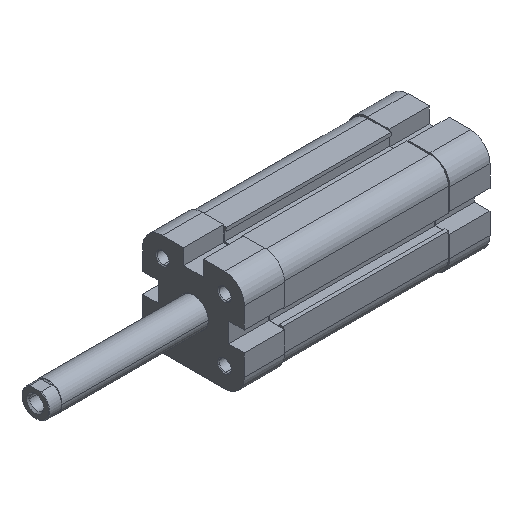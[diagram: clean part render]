
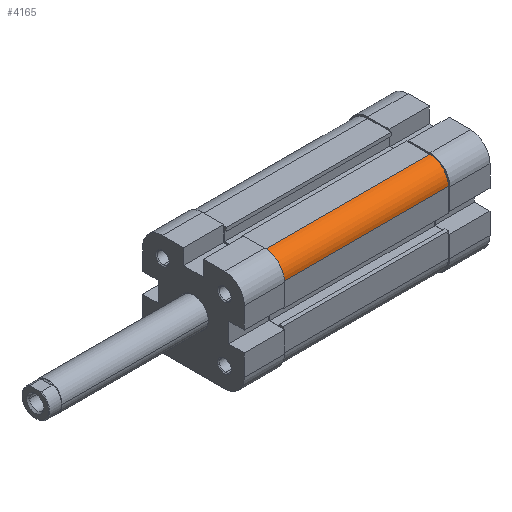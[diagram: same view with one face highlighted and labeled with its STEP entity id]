
A CAD part, isometric view. The second image highlights one B-rep face of the part: STEP entity #4165.
In plain terms, the highlighted cylindrical face has radius 6.5 mm (diameter 13 mm), a partial arc.
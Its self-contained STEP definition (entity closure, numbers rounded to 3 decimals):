
#374 = EDGE_CURVE ( 'NONE', #3003, #3039, #4882, .T. ) ;
#458 = EDGE_CURVE ( 'NONE', #2940, #3039, #5029, .T. ) ;
#459 = EDGE_CURVE ( 'NONE', #2967, #2940, #5016, .T. ) ;
#462 = EDGE_CURVE ( 'NONE', #2967, #3003, #5035, .T. ) ;
#667 = AXIS2_PLACEMENT_3D ( 'NONE', #5605, #5607, #5608 ) ;
#668 = AXIS2_PLACEMENT_3D ( 'NONE', #5602, #5615, #5616 ) ;
#857 = AXIS2_PLACEMENT_3D ( 'NONE', #2022, #2011, #2014 ) ;
#1096 = ORIENTED_EDGE ( 'NONE', *, *, #374, .T. ) ;
#1097 = ORIENTED_EDGE ( 'NONE', *, *, #462, .T. ) ;
#1098 = ORIENTED_EDGE ( 'NONE', *, *, #459, .F. ) ;
#1099 = ORIENTED_EDGE ( 'NONE', *, *, #458, .F. ) ;
#1804 = FACE_OUTER_BOUND ( 'NONE', #2488, .T. ) ;
#1806 = CYLINDRICAL_SURFACE ( 'NONE', #857, 6.5 ) ;
#2011 = DIRECTION ( 'NONE',  ( 0., 0., 1. ) ) ;
#2014 = DIRECTION ( 'NONE',  ( 1., 0., 0. ) ) ;
#2022 = CARTESIAN_POINT ( 'NONE',  ( 28.5, 6.5, -58.5 ) ) ;
#2488 = EDGE_LOOP ( 'NONE', ( #1099, #1098, #1097, #1096 ) ) ;
#2940 = VERTEX_POINT ( 'NONE', #5760 ) ;
#2967 = VERTEX_POINT ( 'NONE', #5798 ) ;
#3003 = VERTEX_POINT ( 'NONE', #5834 ) ;
#3039 = VERTEX_POINT ( 'NONE', #5870 ) ;
#4165 = ADVANCED_FACE ( 'NONE', ( #1804 ), #1806, .T. ) ;
#4882 = LINE ( 'NONE', #5408, #4886 ) ;
#4886 = VECTOR ( 'NONE', #5409, 1000. ) ;
#5015 = VECTOR ( 'NONE', #5610, 1000. ) ;
#5016 = LINE ( 'NONE', #5609, #5015 ) ;
#5029 = CIRCLE ( 'NONE', #667, 6.5 ) ;
#5035 = CIRCLE ( 'NONE', #668, 6.5 ) ;
#5408 = CARTESIAN_POINT ( 'NONE',  ( 35., 6.5, -58.5 ) ) ;
#5409 = DIRECTION ( 'NONE',  ( 0., 0., 1. ) ) ;
#5602 = CARTESIAN_POINT ( 'NONE',  ( 28.5, 6.5, -58.5 ) ) ;
#5605 = CARTESIAN_POINT ( 'NONE',  ( 28.5, 6.5, 0. ) ) ;
#5607 = DIRECTION ( 'NONE',  ( 0., 0., 1. ) ) ;
#5608 = DIRECTION ( 'NONE',  ( 1., 0., 0. ) ) ;
#5609 = CARTESIAN_POINT ( 'NONE',  ( 28.5, 0., -58.5 ) ) ;
#5610 = DIRECTION ( 'NONE',  ( 0., 0., 1. ) ) ;
#5615 = DIRECTION ( 'NONE',  ( 0., 0., 1. ) ) ;
#5616 = DIRECTION ( 'NONE',  ( 1., 0., 0. ) ) ;
#5760 = CARTESIAN_POINT ( 'NONE',  ( 28.5, 0., 0. ) ) ;
#5798 = CARTESIAN_POINT ( 'NONE',  ( 28.5, 0., -58.5 ) ) ;
#5834 = CARTESIAN_POINT ( 'NONE',  ( 35., 6.5, -58.5 ) ) ;
#5870 = CARTESIAN_POINT ( 'NONE',  ( 35., 6.5, 0. ) ) ;
